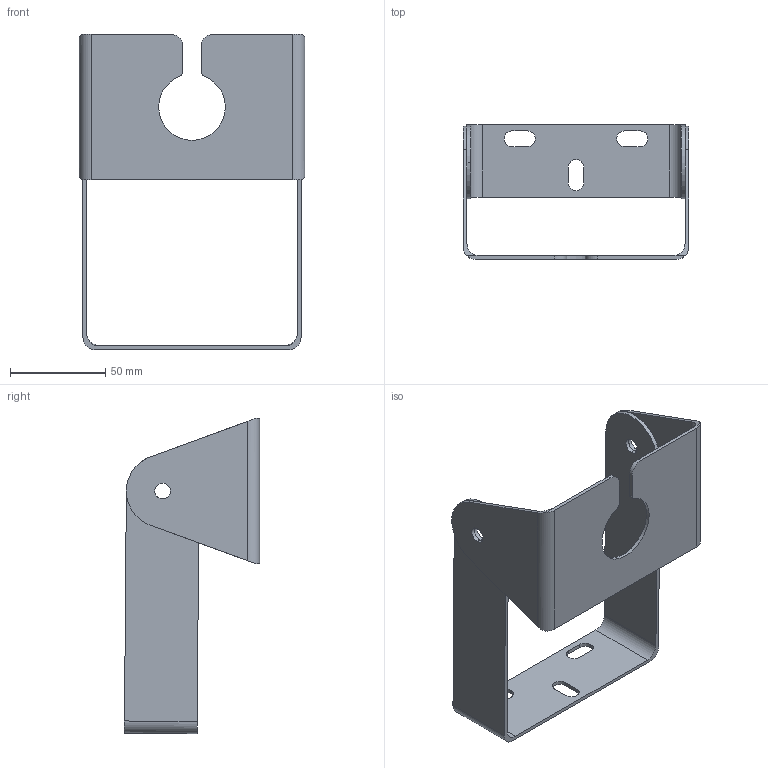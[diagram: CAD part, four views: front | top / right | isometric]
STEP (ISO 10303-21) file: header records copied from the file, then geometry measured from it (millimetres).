
FILE_DESCRIPTION (( 'STEP AP214' ), '1' );
FILE_NAME ('LM50-3S21.STEP', '2024-01-30T00:23:16', ( '' ), ( '' ), 'SwSTEP 2.0', 'SolidWorks 2021', '' );
FILE_SCHEMA (( 'AUTOMOTIVE_DESIGN' ));
Length unit declared in the file: inch
Products named in the file (1): LM50-3S21
Bounding box: 118.11 x 70.87 x 165.25 mm (x, y, z)
Volume: 56865.8 mm3; surface area: 60484.5 mm2
Topology: 2 solids, 2 shells, 63 faces, 173 edges, 114 vertices
Faces by surface type: cylinder 34, plane 29
Entity records: 2098 total; most frequent: CARTESIAN_POINT 375, DIRECTION 357, ORIENTED_EDGE 346, EDGE_CURVE 173, AXIS2_PLACEMENT_3D 128, VERTEX_POINT 114, LINE 101, VECTOR 101
